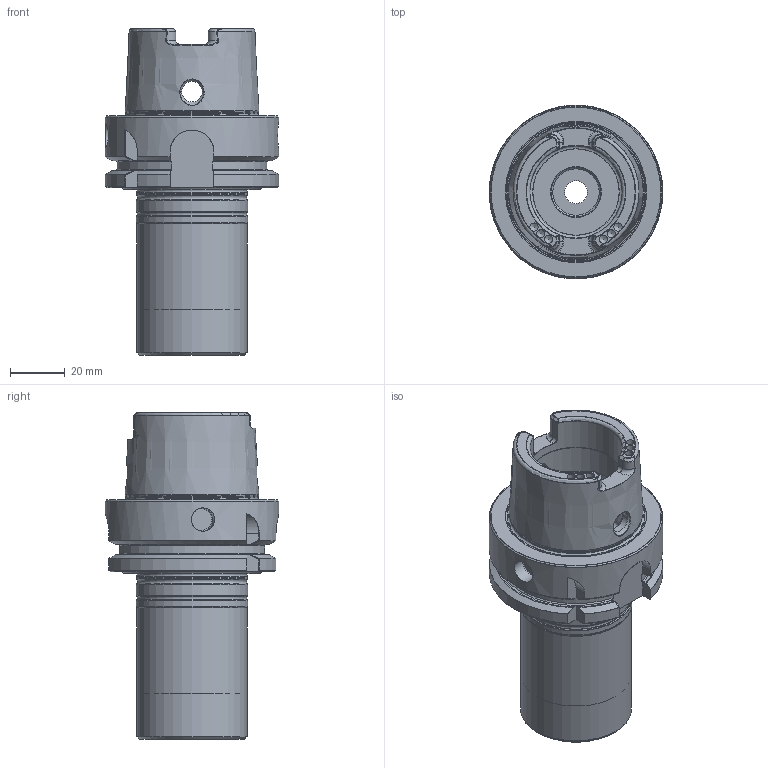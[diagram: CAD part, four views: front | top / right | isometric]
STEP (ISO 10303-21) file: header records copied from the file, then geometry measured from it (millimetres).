
FILE_DESCRIPTION(/* description */ (''),/* implementation_level */ '2;1');
FILE_NAME(/* name */ '456313250.stp',/* time_stamp */ '2021-01-08T12:41:32',/* author */ ('LRA'),/* organization */ ('REGO-FIX'),/* preprocessor_version */ ' Unknown',/* originating_system */ 'SIEMENS PLM Software Solid Edge ST10',/* authorization */ 'Unknown');
FILE_SCHEMA (('AUTOMOTIVE_DESIGN { 1 0 10303 214 2 1 1}'));
Length unit declared in the file: millimetre
Products named in the file (1): NOCUT
Bounding box: 63.3 x 63.3 x 119.2 mm (x, y, z)
Volume: 268304.3 mm3; surface area: 69116.8 mm2
Topology: 2 solids, 2 shells, 309 faces, 806 edges, 510 vertices
Faces by surface type: cylinder 88, plane 87, cone 83, torus 51
Full cylindrical faces by diameter (mm): 3 x12, 7.5 x4, 8.4 x2, 8.5 x2, 10 x2, 10.106 x2, 13 x2, 16.917 x2, 20 x2, 23.5 x2, 33.7 x2, 34 x2, 40 x4, 40.3 x1, 40.5 x4, 40.8 x3, 48.129 x1, 48.43 x1, 63 x1, 63.3 x1
Entity records: 10950 total; most frequent: CARTESIAN_POINT 2219, DIRECTION 1340, ORIENTED_EDGE 1208, EDGE_CURVE 604, AXIS2_PLACEMENT_3D 584, FACE_BOUND 478, EDGE_LOOP 466, VERTEX_POINT 458
